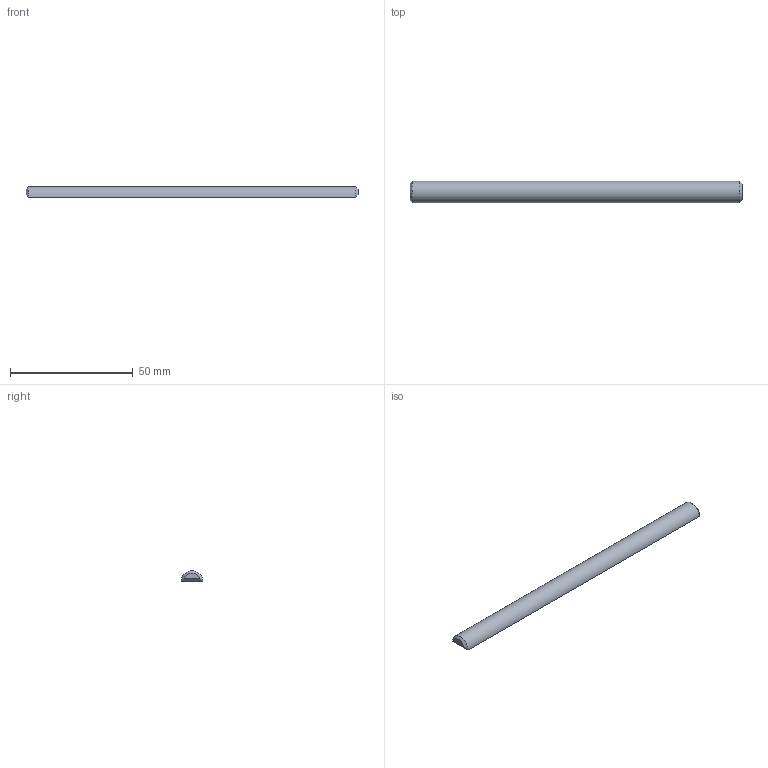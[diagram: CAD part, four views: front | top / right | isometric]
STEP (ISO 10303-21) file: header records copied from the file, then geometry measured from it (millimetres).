
FILE_DESCRIPTION( ( '' ), ' ' );
FILE_NAME( '5a28c944357f5b0f182bc00a.step', '2017-12-07T04:53:24', ( '' ), ( '' ), ' ', ' ', ' ' );
FILE_SCHEMA( ( 'AUTOMOTIVE_DESIGN { 1 0 10303 214 1 1 1 1 }' ) );
Length unit declared in the file: metre
Products named in the file (1): Part 1
Bounding box: 135 x 8.8 x 4.4 mm (x, y, z)
Volume: 4085.2 mm3; surface area: 3085.4 mm2
Topology: 1 solids, 1 shells, 8 faces, 14 edges, 8 vertices
Faces by surface type: plane 5, cone 2, cylinder 1
Entity records: 274 total; most frequent: CARTESIAN_POINT 43, DIRECTION 32, ORIENTED_EDGE 28, EDGE_CURVE 14, AXIS2_PLACEMENT_3D 13, STYLED_ITEM 8, PRESENTATION_STYLE_ASSIGNMENT 8, ADVANCED_FACE 8
